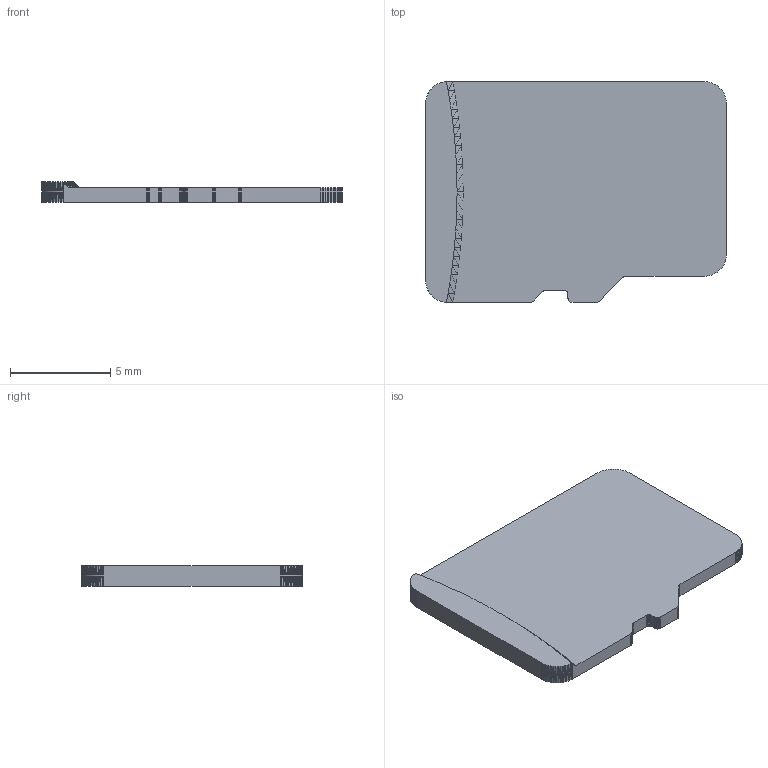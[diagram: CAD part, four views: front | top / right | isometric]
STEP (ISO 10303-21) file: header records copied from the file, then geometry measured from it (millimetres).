
FILE_DESCRIPTION(('FreeCAD Model'),'2;1');
FILE_NAME('Open CASCADE Shape Model','2025-01-28T14:31:16',('Author'),( ''),'Open CASCADE STEP processor 7.8','FreeCAD','Unknown');
FILE_SCHEMA(('AUTOMOTIVE_DESIGN { 1 0 10303 214 1 1 1 1 }'));
Length unit declared in the file: millimetre
Products named in the file (1): Scale001
Bounding box: 15 x 11 x 1 mm (x, y, z)
Surface area: 351.9 mm2 (no closed solid volume)
Topology: 0 solids, 1 shells, 261 faces, 619 edges, 368 vertices
Faces by surface type: plane 261
Entity records: 7276 total; most frequent: CARTESIAN_POINT 1249, ORIENTED_EDGE 1238, DIRECTION 1143, EDGE_CURVE 619, LINE 619, VECTOR 619, VERTEX_POINT 368, FACE_BOUND 269
